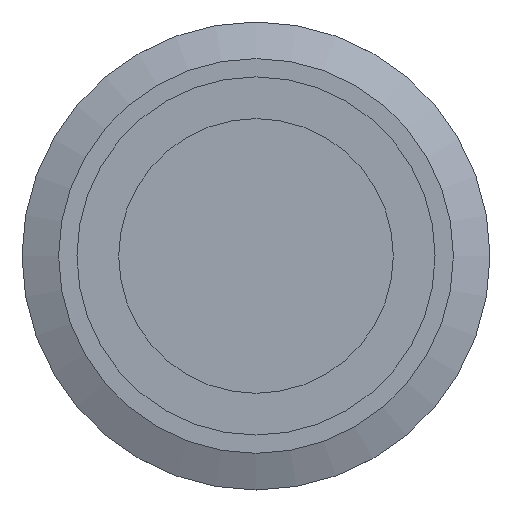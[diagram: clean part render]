
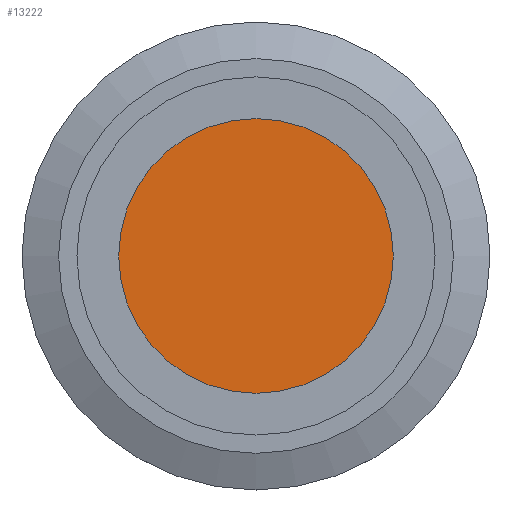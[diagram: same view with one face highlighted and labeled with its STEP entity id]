
A CAD part, top view. The second image highlights one B-rep face of the part: STEP entity #13222.
In plain terms, the highlighted planar face has unit normal (0, 0, 1).
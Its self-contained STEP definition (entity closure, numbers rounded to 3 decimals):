
#486=PLANE('',#14673);
#1299=FACE_OUTER_BOUND('',#2075,.T.);
#2075=EDGE_LOOP('',(#12015));
#5207=CIRCLE('',#14638,13.5);
#6328=VERTEX_POINT('',#24657);
#8225=EDGE_CURVE('',#6328,#6328,#5207,.T.);
#12015=ORIENTED_EDGE('',*,*,#8225,.F.);
#13222=ADVANCED_FACE('',(#1299),#486,.F.);
#14638=AXIS2_PLACEMENT_3D('',#24658,#18379,#18380);
#14673=AXIS2_PLACEMENT_3D('',#24723,#18458,#18459);
#18379=DIRECTION('center_axis',(0.,0.,
-1.));
#18380=DIRECTION('ref_axis',(0.,1.,0.));
#18458=DIRECTION('center_axis',(0.,0.,
-1.));
#18459=DIRECTION('ref_axis',(0.,1.,0.));
#24657=CARTESIAN_POINT('',(0.,-13.5,41.7));
#24658=CARTESIAN_POINT('Origin',(0.,0.,
41.7));
#24723=CARTESIAN_POINT('Origin',(0.,0.,
41.7));
